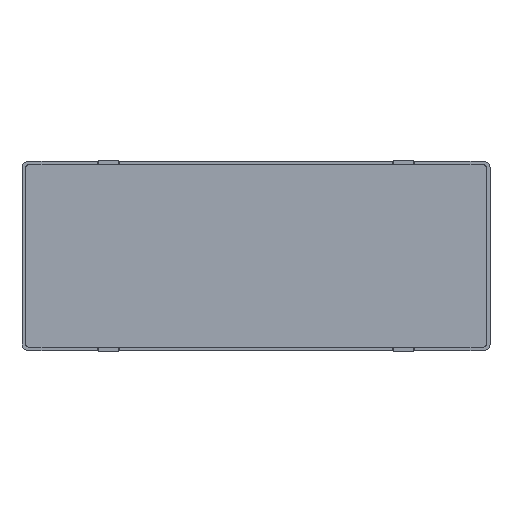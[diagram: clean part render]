
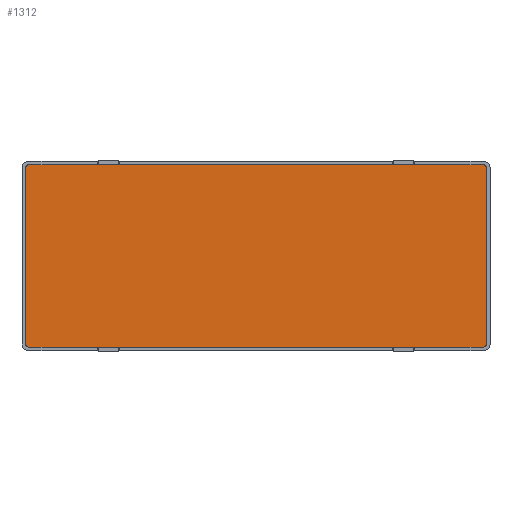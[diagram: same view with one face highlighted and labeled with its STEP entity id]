
A CAD part, top view. The second image highlights one B-rep face of the part: STEP entity #1312.
In plain terms, the highlighted planar face has unit normal (0, 0, 1).
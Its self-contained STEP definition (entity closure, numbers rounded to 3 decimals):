
#22=PLANE('',#1402);
#92=FACE_OUTER_BOUND('',#166,.T.);
#166=EDGE_LOOP('',(#963,#964,#965,#966,#967,#968,#969,#970,#971,#972,#973,
#974,#975,#976,#977,#978));
#245=LINE('',#1880,#421);
#248=LINE('',#1888,#424);
#255=LINE('',#1903,#431);
#257=LINE('',#1907,#433);
#258=LINE('',#1909,#434);
#259=LINE('',#1911,#435);
#260=LINE('',#1913,#436);
#261=LINE('',#1917,#437);
#262=LINE('',#1921,#438);
#263=LINE('',#1923,#439);
#264=LINE('',#1925,#440);
#265=LINE('',#1926,#441);
#421=VECTOR('',#1517,9.96);
#424=VECTOR('',#1526,9.96);
#431=VECTOR('',#1539,9.96);
#433=VECTOR('',#1543,10.01);
#434=VECTOR('',#1544,9.96);
#435=VECTOR('',#1545,10.01);
#436=VECTOR('',#1546,9.96);
#437=VECTOR('',#1549,9.96);
#438=VECTOR('',#1552,9.96);
#439=VECTOR('',#1553,10.01);
#440=VECTOR('',#1554,9.96);
#441=VECTOR('',#1555,10.01);
#587=CIRCLE('',#1394,0.686);
#588=CIRCLE('',#1397,0.686);
#589=CIRCLE('',#1403,0.686);
#590=CIRCLE('',#1404,0.686);
#613=VERTEX_POINT('',#1872);
#614=VERTEX_POINT('',#1873);
#615=VERTEX_POINT('',#1878);
#616=VERTEX_POINT('',#1882);
#617=VERTEX_POINT('',#1886);
#622=VERTEX_POINT('',#1902);
#623=VERTEX_POINT('',#1906);
#624=VERTEX_POINT('',#1908);
#625=VERTEX_POINT('',#1910);
#626=VERTEX_POINT('',#1912);
#627=VERTEX_POINT('',#1914);
#628=VERTEX_POINT('',#1916);
#629=VERTEX_POINT('',#1918);
#630=VERTEX_POINT('',#1920);
#631=VERTEX_POINT('',#1922);
#632=VERTEX_POINT('',#1924);
#736=EDGE_CURVE('',#613,#614,#587,.T.);
#740=EDGE_CURVE('',#614,#615,#245,.T.);
#741=EDGE_CURVE('',#615,#616,#588,.T.);
#744=EDGE_CURVE('',#616,#617,#248,.T.);
#751=EDGE_CURVE('',#622,#613,#255,.T.);
#753=EDGE_CURVE('',#623,#617,#257,.T.);
#754=EDGE_CURVE('',#623,#624,#258,.T.);
#755=EDGE_CURVE('',#625,#624,#259,.T.);
#756=EDGE_CURVE('',#625,#626,#260,.T.);
#757=EDGE_CURVE('',#626,#627,#589,.T.);
#758=EDGE_CURVE('',#627,#628,#261,.T.);
#759=EDGE_CURVE('',#628,#629,#590,.T.);
#760=EDGE_CURVE('',#629,#630,#262,.T.);
#761=EDGE_CURVE('',#631,#630,#263,.T.);
#762=EDGE_CURVE('',#631,#632,#264,.T.);
#763=EDGE_CURVE('',#622,#632,#265,.T.);
#963=ORIENTED_EDGE('',*,*,#736,.T.);
#964=ORIENTED_EDGE('',*,*,#740,.T.);
#965=ORIENTED_EDGE('',*,*,#741,.T.);
#966=ORIENTED_EDGE('',*,*,#744,.T.);
#967=ORIENTED_EDGE('',*,*,#753,.F.);
#968=ORIENTED_EDGE('',*,*,#754,.T.);
#969=ORIENTED_EDGE('',*,*,#755,.F.);
#970=ORIENTED_EDGE('',*,*,#756,.T.);
#971=ORIENTED_EDGE('',*,*,#757,.T.);
#972=ORIENTED_EDGE('',*,*,#758,.T.);
#973=ORIENTED_EDGE('',*,*,#759,.T.);
#974=ORIENTED_EDGE('',*,*,#760,.T.);
#975=ORIENTED_EDGE('',*,*,#761,.F.);
#976=ORIENTED_EDGE('',*,*,#762,.T.);
#977=ORIENTED_EDGE('',*,*,#763,.F.);
#978=ORIENTED_EDGE('',*,*,#751,.T.);
#1312=ADVANCED_FACE('',(#92),#22,.F.);
#1394=AXIS2_PLACEMENT_3D('',#1874,#1510,#1511);
#1397=AXIS2_PLACEMENT_3D('',#1883,#1520,#1521);
#1402=AXIS2_PLACEMENT_3D('',#1905,#1541,#1542);
#1403=AXIS2_PLACEMENT_3D('',#1915,#1547,#1548);
#1404=AXIS2_PLACEMENT_3D('',#1919,#1550,#1551);
#1510=DIRECTION('center_axis',(0.,0.,
1.));
#1511=DIRECTION('ref_axis',(-0.707,0.707,0.));
#1517=DIRECTION('',(0.,-1.,0.));
#1520=DIRECTION('center_axis',(0.,0.,
1.));
#1521=DIRECTION('ref_axis',(-0.707,-0.707,0.));
#1526=DIRECTION('',(1.,0.,0.));
#1539=DIRECTION('',(-1.,0.,0.));
#1541=DIRECTION('center_axis',(0.,0.,
-1.));
#1542=DIRECTION('ref_axis',(-1.,0.,0.));
#1543=DIRECTION('',(-1.,0.,0.));
#1544=DIRECTION('',(1.,0.,0.));
#1545=DIRECTION('',(-1.,0.,0.));
#1546=DIRECTION('',(1.,0.,0.));
#1547=DIRECTION('center_axis',(0.,0.,
1.));
#1548=DIRECTION('ref_axis',(0.,1.,0.));
#1549=DIRECTION('',(0.,1.,0.));
#1550=DIRECTION('center_axis',(0.,0.,
1.));
#1551=DIRECTION('ref_axis',(-1.,0.,0.));
#1552=DIRECTION('',(-1.,0.,0.));
#1553=DIRECTION('',(1.,0.,0.));
#1554=DIRECTION('',(-1.,0.,0.));
#1555=DIRECTION('',(1.,0.,0.));
#1872=CARTESIAN_POINT('',(-39.315,19.795,0.851));
#1873=CARTESIAN_POINT('',(-40.001,19.109,0.851));
#1874=CARTESIAN_POINT('Origin',(-39.315,19.109,0.851));
#1878=CARTESIAN_POINT('',(-40.001,-19.109,0.851));
#1880=CARTESIAN_POINT('',(-40.001,-9.555,0.851));
#1882=CARTESIAN_POINT('',(-39.315,-19.795,0.851));
#1883=CARTESIAN_POINT('Origin',(-39.315,-19.109,0.851));
#1886=CARTESIAN_POINT('',(-24.378,-19.795,0.851));
#1888=CARTESIAN_POINT('',(61.441,-19.795,0.851));
#1902=CARTESIAN_POINT('',(-24.378,19.795,0.851));
#1903=CARTESIAN_POINT('',(-14.385,19.795,0.851));
#1905=CARTESIAN_POINT('Origin',(63.567,0.,
0.851));
#1906=CARTESIAN_POINT('',(-19.687,-19.795,0.851));
#1907=CARTESIAN_POINT('',(59.315,-19.795,0.851));
#1908=CARTESIAN_POINT('',(39.687,-19.795,0.851));
#1909=CARTESIAN_POINT('',(61.441,-19.795,0.851));
#1910=CARTESIAN_POINT('',(44.378,-19.795,0.851));
#1911=CARTESIAN_POINT('',(59.276,-19.795,0.851));
#1912=CARTESIAN_POINT('',(59.315,-19.795,0.851));
#1913=CARTESIAN_POINT('',(61.441,-19.795,0.851));
#1914=CARTESIAN_POINT('',(60.001,-19.109,0.851));
#1915=CARTESIAN_POINT('Origin',(59.315,-19.109,0.851));
#1916=CARTESIAN_POINT('',(60.001,19.109,0.851));
#1917=CARTESIAN_POINT('',(60.001,9.555,0.851));
#1918=CARTESIAN_POINT('',(59.315,19.795,0.851));
#1919=CARTESIAN_POINT('Origin',(59.315,19.109,0.851));
#1920=CARTESIAN_POINT('',(44.378,19.795,0.851));
#1921=CARTESIAN_POINT('',(-14.385,19.795,0.851));
#1922=CARTESIAN_POINT('',(39.687,19.795,0.851));
#1923=CARTESIAN_POINT('',(-92.377,19.795,0.851));
#1924=CARTESIAN_POINT('',(-19.687,19.795,0.851));
#1925=CARTESIAN_POINT('',(-14.385,19.795,0.851));
#1926=CARTESIAN_POINT('',(-92.338,19.795,0.851));
